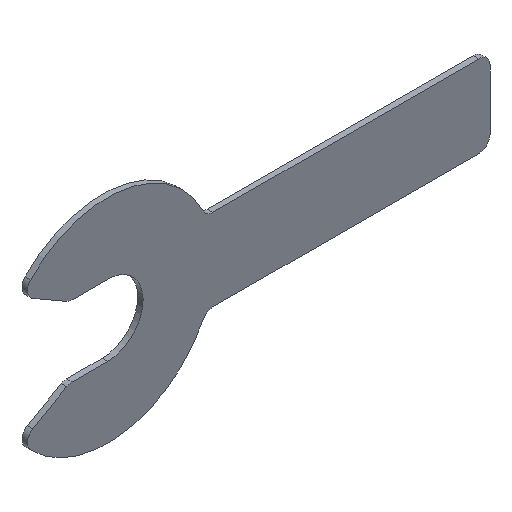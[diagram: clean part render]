
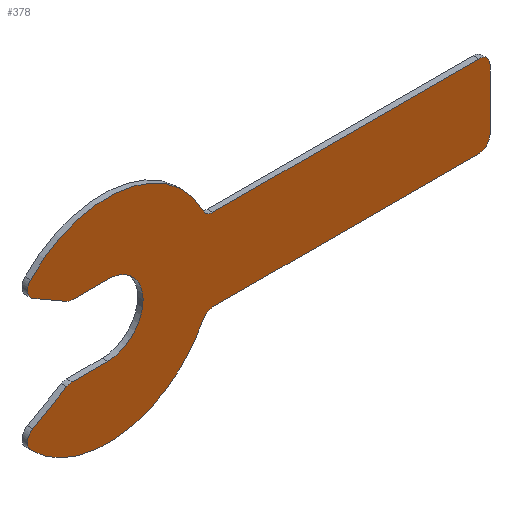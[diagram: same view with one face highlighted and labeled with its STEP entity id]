
A CAD part, isometric view. The second image highlights one B-rep face of the part: STEP entity #378.
In plain terms, the highlighted planar face has unit normal (0, -1, 0).
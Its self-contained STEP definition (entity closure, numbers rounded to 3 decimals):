
#23=PLANE('',#440);
#43=FACE_OUTER_BOUND('',#63,.T.);
#63=EDGE_LOOP('',(#330,#331,#332,#333,#334,#335,#336,#337,#338,#339,#340,
#341,#342,#343,#344,#345,#346,#347));
#66=LINE('',#571,#98);
#70=LINE('',#583,#102);
#76=LINE('',#607,#108);
#80=LINE('',#619,#112);
#84=LINE('',#631,#116);
#90=LINE('',#655,#122);
#94=LINE('',#666,#126);
#98=VECTOR('',#453,10.);
#102=VECTOR('',#465,10.);
#108=VECTOR('',#491,10.);
#112=VECTOR('',#503,10.);
#116=VECTOR('',#515,10.);
#122=VECTOR('',#541,10.);
#126=VECTOR('',#553,10.);
#128=CIRCLE('',#400,6.5);
#130=CIRCLE('',#404,2.);
#132=CIRCLE('',#408,2.);
#134=CIRCLE('',#411,19.5);
#136=CIRCLE('',#414,2.);
#138=CIRCLE('',#418,2.);
#140=CIRCLE('',#422,2.);
#142=CIRCLE('',#426,2.);
#144=CIRCLE('',#429,19.5);
#146=CIRCLE('',#432,2.);
#148=CIRCLE('',#436,2.);
#150=VERTEX_POINT('',#561);
#151=VERTEX_POINT('',#562);
#154=VERTEX_POINT('',#570);
#156=VERTEX_POINT('',#576);
#158=VERTEX_POINT('',#582);
#160=VERTEX_POINT('',#588);
#162=VERTEX_POINT('',#594);
#164=VERTEX_POINT('',#600);
#166=VERTEX_POINT('',#606);
#168=VERTEX_POINT('',#612);
#170=VERTEX_POINT('',#618);
#172=VERTEX_POINT('',#624);
#174=VERTEX_POINT('',#630);
#176=VERTEX_POINT('',#636);
#178=VERTEX_POINT('',#642);
#180=VERTEX_POINT('',#648);
#182=VERTEX_POINT('',#654);
#184=VERTEX_POINT('',#660);
#186=EDGE_CURVE('',#150,#151,#128,.T.);
#190=EDGE_CURVE('',#154,#150,#66,.T.);
#193=EDGE_CURVE('',#156,#154,#130,.T.);
#196=EDGE_CURVE('',#158,#156,#70,.T.);
#199=EDGE_CURVE('',#160,#158,#132,.T.);
#202=EDGE_CURVE('',#162,#160,#134,.T.);
#205=EDGE_CURVE('',#164,#162,#136,.T.);
#208=EDGE_CURVE('',#166,#164,#76,.T.);
#211=EDGE_CURVE('',#168,#166,#138,.T.);
#214=EDGE_CURVE('',#170,#168,#80,.T.);
#217=EDGE_CURVE('',#172,#170,#140,.T.);
#220=EDGE_CURVE('',#174,#172,#84,.T.);
#223=EDGE_CURVE('',#176,#174,#142,.T.);
#226=EDGE_CURVE('',#178,#176,#144,.T.);
#229=EDGE_CURVE('',#180,#178,#146,.T.);
#232=EDGE_CURVE('',#182,#180,#90,.T.);
#235=EDGE_CURVE('',#184,#182,#148,.T.);
#238=EDGE_CURVE('',#151,#184,#94,.T.);
#330=ORIENTED_EDGE('',*,*,#238,.F.);
#331=ORIENTED_EDGE('',*,*,#186,.F.);
#332=ORIENTED_EDGE('',*,*,#190,.F.);
#333=ORIENTED_EDGE('',*,*,#193,.F.);
#334=ORIENTED_EDGE('',*,*,#196,.F.);
#335=ORIENTED_EDGE('',*,*,#199,.F.);
#336=ORIENTED_EDGE('',*,*,#202,.F.);
#337=ORIENTED_EDGE('',*,*,#205,.F.);
#338=ORIENTED_EDGE('',*,*,#208,.F.);
#339=ORIENTED_EDGE('',*,*,#211,.F.);
#340=ORIENTED_EDGE('',*,*,#214,.F.);
#341=ORIENTED_EDGE('',*,*,#217,.F.);
#342=ORIENTED_EDGE('',*,*,#220,.F.);
#343=ORIENTED_EDGE('',*,*,#223,.F.);
#344=ORIENTED_EDGE('',*,*,#226,.F.);
#345=ORIENTED_EDGE('',*,*,#229,.F.);
#346=ORIENTED_EDGE('',*,*,#232,.F.);
#347=ORIENTED_EDGE('',*,*,#235,.F.);
#378=ADVANCED_FACE('',(#43),#23,.F.);
#400=AXIS2_PLACEMENT_3D('',#563,#445,#446);
#404=AXIS2_PLACEMENT_3D('',#577,#458,#459);
#408=AXIS2_PLACEMENT_3D('',#589,#470,#471);
#411=AXIS2_PLACEMENT_3D('',#595,#477,#478);
#414=AXIS2_PLACEMENT_3D('',#601,#484,#485);
#418=AXIS2_PLACEMENT_3D('',#613,#496,#497);
#422=AXIS2_PLACEMENT_3D('',#625,#508,#509);
#426=AXIS2_PLACEMENT_3D('',#637,#520,#521);
#429=AXIS2_PLACEMENT_3D('',#643,#527,#528);
#432=AXIS2_PLACEMENT_3D('',#649,#534,#535);
#436=AXIS2_PLACEMENT_3D('',#661,#546,#547);
#440=AXIS2_PLACEMENT_3D('',#669,#557,#558);
#445=DIRECTION('center_axis',(0.,-1.,0.));
#446=DIRECTION('ref_axis',(0.,0.,-1.));
#453=DIRECTION('',(1.,0.,0.));
#458=DIRECTION('center_axis',(0.,1.,0.));
#459=DIRECTION('ref_axis',(-0.5,0.,0.866));
#465=DIRECTION('',(0.866,0.,0.5));
#470=DIRECTION('center_axis',(0.,1.,0.));
#471=DIRECTION('ref_axis',(-0.724,0.,-0.689));
#477=DIRECTION('center_axis',(0.,1.,0.));
#478=DIRECTION('ref_axis',(0.897,0.,-0.442));
#484=DIRECTION('center_axis',(0.,-1.,0.));
#485=DIRECTION('ref_axis',(0.897,0.,-0.442));
#491=DIRECTION('',(-1.,0.,0.));
#496=DIRECTION('center_axis',(0.,1.,0.));
#497=DIRECTION('ref_axis',(1.,0.,0.));
#503=DIRECTION('',(0.,0.,-1.));
#508=DIRECTION('center_axis',(0.,1.,0.));
#509=DIRECTION('ref_axis',(0.,0.,1.));
#515=DIRECTION('',(1.,0.,0.));
#520=DIRECTION('center_axis',(0.,-1.,0.));
#521=DIRECTION('ref_axis',(0.,0.,1.));
#527=DIRECTION('center_axis',(0.,1.,0.));
#528=DIRECTION('ref_axis',(-0.724,0.,0.689));
#534=DIRECTION('center_axis',(0.,1.,0.));
#535=DIRECTION('ref_axis',(-0.5,0.,-0.866));
#541=DIRECTION('',(-0.866,0.,0.5));
#546=DIRECTION('center_axis',(0.,1.,0.));
#547=DIRECTION('ref_axis',(0.,0.,-1.));
#553=DIRECTION('',(-1.,0.,0.));
#557=DIRECTION('center_axis',(0.,1.,0.));
#558=DIRECTION('ref_axis',(0.,0.,1.));
#561=CARTESIAN_POINT('',(0.,0.,-6.5));
#562=CARTESIAN_POINT('',(0.,0.,6.5));
#563=CARTESIAN_POINT('Origin',(0.,0.,0.));
#570=CARTESIAN_POINT('',(-6.5,0.,-6.5));
#571=CARTESIAN_POINT('',(-6.5,0.,-6.5));
#576=CARTESIAN_POINT('',(-7.5,0.,-6.768));
#577=CARTESIAN_POINT('Origin',(-6.5,0.,-8.5));
#582=CARTESIAN_POINT('',(-13.676,0.,-10.333));
#583=CARTESIAN_POINT('',(-13.676,0.,-10.333));
#588=CARTESIAN_POINT('',(-14.124,0.,-13.444));
#589=CARTESIAN_POINT('Origin',(-12.676,0.,-12.066));
#594=CARTESIAN_POINT('',(17.493,0.,-8.616));
#595=CARTESIAN_POINT('Origin',(0.,0.,0.));
#600=CARTESIAN_POINT('',(19.287,0.,-7.5));
#601=CARTESIAN_POINT('Origin',(19.287,0.,-9.5));
#606=CARTESIAN_POINT('',(68.,0.,-7.5));
#607=CARTESIAN_POINT('',(68.,0.,-7.5));
#612=CARTESIAN_POINT('',(70.,0.,-5.5));
#613=CARTESIAN_POINT('Origin',(68.,0.,-5.5));
#618=CARTESIAN_POINT('',(70.,0.,5.5));
#619=CARTESIAN_POINT('',(70.,0.,5.5));
#624=CARTESIAN_POINT('',(68.,0.,7.5));
#625=CARTESIAN_POINT('Origin',(68.,0.,5.5));
#630=CARTESIAN_POINT('',(19.287,0.,7.5));
#631=CARTESIAN_POINT('',(19.287,0.,7.5));
#636=CARTESIAN_POINT('',(17.493,0.,8.616));
#637=CARTESIAN_POINT('Origin',(19.287,0.,9.5));
#642=CARTESIAN_POINT('',(-14.124,0.,13.444));
#643=CARTESIAN_POINT('Origin',(0.,0.,0.));
#648=CARTESIAN_POINT('',(-13.676,0.,10.333));
#649=CARTESIAN_POINT('Origin',(-12.676,0.,12.066));
#654=CARTESIAN_POINT('',(-7.5,0.,6.768));
#655=CARTESIAN_POINT('',(-7.5,0.,6.768));
#660=CARTESIAN_POINT('',(-6.5,0.,6.5));
#661=CARTESIAN_POINT('Origin',(-6.5,0.,8.5));
#666=CARTESIAN_POINT('',(0.,0.,6.5));
#669=CARTESIAN_POINT('Origin',(27.662,0.,0.));
